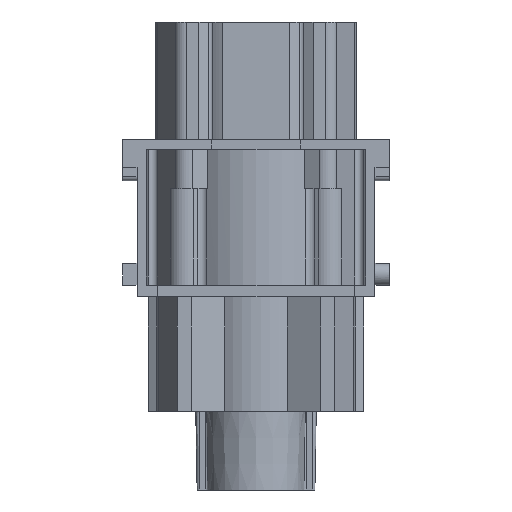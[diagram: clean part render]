
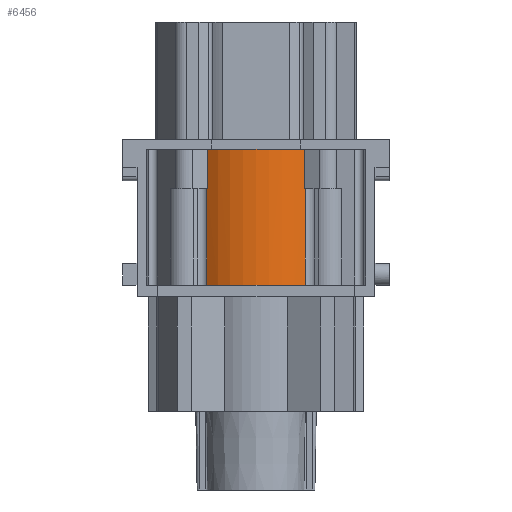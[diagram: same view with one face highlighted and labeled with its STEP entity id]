
A CAD part, left-side view. The second image highlights one B-rep face of the part: STEP entity #6456.
In plain terms, the highlighted cylindrical face has radius 10.25 mm (diameter 20.5 mm), a partial arc.
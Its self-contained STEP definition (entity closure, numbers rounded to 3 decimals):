
#2883=AXIS2_PLACEMENT_3D('Circle Axis2P3D',#2881,#2882,$) ;
#2987=AXIS2_PLACEMENT_3D('Circle Axis2P3D',#2985,#2986,$) ;
#6413=AXIS2_PLACEMENT_3D('Cylinder Axis2P3D',#6410,#6411,#6412) ;
#6417=AXIS2_PLACEMENT_3D('Circle Axis2P3D',#6415,#6416,$) ;
#6431=AXIS2_PLACEMENT_3D('Circle Axis2P3D',#6429,#6430,$) ;
#2878=CARTESIAN_POINT('Vertex',(2.758,23.194,43.4)) ;
#2881=CARTESIAN_POINT('Axis2P3D Location',(10.925,17.,43.4)) ;
#2885=CARTESIAN_POINT('Vertex',(2.758,10.806,43.4)) ;
#2982=CARTESIAN_POINT('Vertex',(2.841,10.699,26.1)) ;
#2985=CARTESIAN_POINT('Axis2P3D Location',(10.925,17.,26.1)) ;
#2989=CARTESIAN_POINT('Vertex',(2.841,23.301,26.1)) ;
#6391=CARTESIAN_POINT('Line Origine',(2.758,23.194,40.875)) ;
#6395=CARTESIAN_POINT('Vertex',(2.758,23.194,38.35)) ;
#6410=CARTESIAN_POINT('Axis2P3D Location',(10.925,17.,34.75)) ;
#6415=CARTESIAN_POINT('Axis2P3D Location',(10.925,17.,38.35)) ;
#6419=CARTESIAN_POINT('Vertex',(2.758,10.806,38.35)) ;
#6421=CARTESIAN_POINT('Vertex',(2.841,10.699,38.35)) ;
#6424=CARTESIAN_POINT('Line Origine',(2.758,10.806,34.75)) ;
#6429=CARTESIAN_POINT('Axis2P3D Location',(10.925,17.,38.35)) ;
#6433=CARTESIAN_POINT('Vertex',(2.841,23.301,38.35)) ;
#6436=CARTESIAN_POINT('Line Origine',(2.841,23.301,34.75)) ;
#6441=CARTESIAN_POINT('Line Origine',(2.841,10.699,34.75)) ;
#2882=DIRECTION('Axis2P3D Direction',(0.,0.,1.)) ;
#2986=DIRECTION('Axis2P3D Direction',(0.,0.,1.)) ;
#6392=DIRECTION('Vector Direction',(0.,0.,1.)) ;
#6411=DIRECTION('Axis2P3D Direction',(0.,0.,1.)) ;
#6412=DIRECTION('Axis2P3D XDirection',(-0.789,0.615,0.)) ;
#6416=DIRECTION('Axis2P3D Direction',(0.,0.,1.)) ;
#6425=DIRECTION('Vector Direction',(0.,0.,1.)) ;
#6430=DIRECTION('Axis2P3D Direction',(0.,0.,1.)) ;
#6437=DIRECTION('Vector Direction',(0.,0.,1.)) ;
#6442=DIRECTION('Vector Direction',(0.,0.,1.)) ;
#6393=VECTOR('Line Direction',#6392,1.) ;
#6426=VECTOR('Line Direction',#6425,1.) ;
#6438=VECTOR('Line Direction',#6437,1.) ;
#6443=VECTOR('Line Direction',#6442,1.) ;
#6447=ORIENTED_EDGE('',*,*,#6423,.F.) ;
#6448=ORIENTED_EDGE('',*,*,#6428,.T.) ;
#6449=ORIENTED_EDGE('',*,*,#2887,.F.) ;
#6450=ORIENTED_EDGE('',*,*,#6397,.F.) ;
#6451=ORIENTED_EDGE('',*,*,#6435,.F.) ;
#6452=ORIENTED_EDGE('',*,*,#6440,.F.) ;
#6453=ORIENTED_EDGE('',*,*,#2991,.T.) ;
#6454=ORIENTED_EDGE('',*,*,#6445,.T.) ;
#6456=ADVANCED_FACE('KOTR HDC MHP 200 FC',(#6455),#6414,.T.) ;
#2884=CIRCLE('generated circle',#2883,10.25) ;
#2988=CIRCLE('generated circle',#2987,10.25) ;
#6418=CIRCLE('generated circle',#6417,10.25) ;
#6432=CIRCLE('generated circle',#6431,10.25) ;
#6414=CYLINDRICAL_SURFACE('generated cylinder',#6413,10.25) ;
#2887=EDGE_CURVE('',#2879,#2886,#2884,.T.) ;
#2991=EDGE_CURVE('',#2990,#2983,#2988,.T.) ;
#6397=EDGE_CURVE('',#6396,#2879,#6394,.T.) ;
#6423=EDGE_CURVE('',#6420,#6422,#6418,.T.) ;
#6428=EDGE_CURVE('',#6420,#2886,#6427,.T.) ;
#6435=EDGE_CURVE('',#6434,#6396,#6432,.T.) ;
#6440=EDGE_CURVE('',#2990,#6434,#6439,.T.) ;
#6445=EDGE_CURVE('',#2983,#6422,#6444,.T.) ;
#6446=EDGE_LOOP('',(#6447,#6448,#6449,#6450,#6451,#6452,#6453,#6454)) ;
#6455=FACE_OUTER_BOUND('',#6446,.T.) ;
#6394=LINE('Line',#6391,#6393) ;
#6427=LINE('Line',#6424,#6426) ;
#6439=LINE('Line',#6436,#6438) ;
#6444=LINE('Line',#6441,#6443) ;
#2879=VERTEX_POINT('',#2878) ;
#2886=VERTEX_POINT('',#2885) ;
#2983=VERTEX_POINT('',#2982) ;
#2990=VERTEX_POINT('',#2989) ;
#6396=VERTEX_POINT('',#6395) ;
#6420=VERTEX_POINT('',#6419) ;
#6422=VERTEX_POINT('',#6421) ;
#6434=VERTEX_POINT('',#6433) ;
